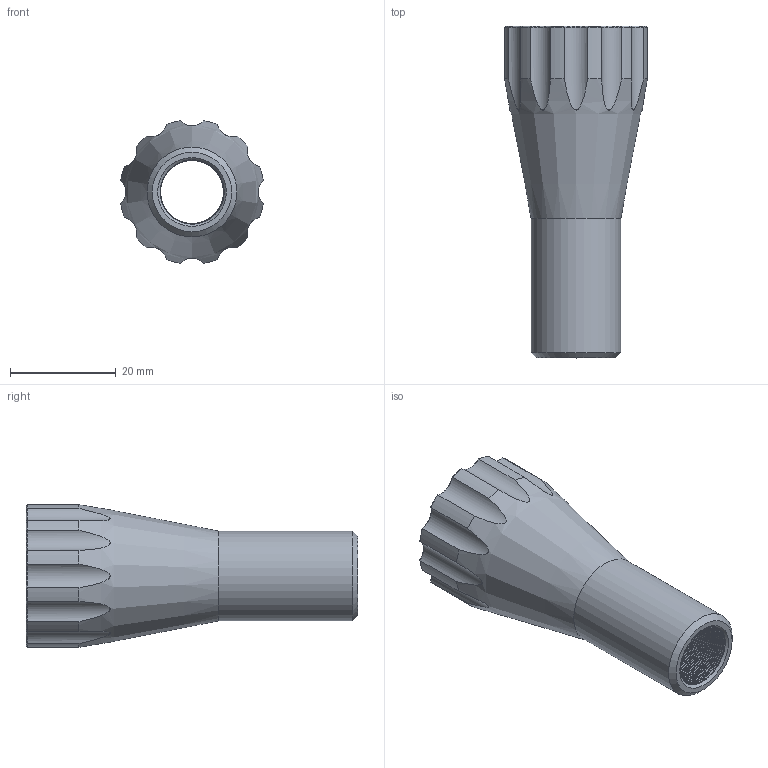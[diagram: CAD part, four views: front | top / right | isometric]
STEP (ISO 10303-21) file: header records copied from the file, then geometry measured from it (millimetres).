
FILE_DESCRIPTION(/* description */ (''),/* implementation_level */ '2;1');
FILE_NAME(/* name */ 'lens_holder_2X.step',/* time_stamp */ '2024-08-06T15:32:28-04:00',/* author */ (''),/* organization */ (''),/* preprocessor_version */ 'ST-DEVELOPER v20',/* originating_system */ 'Autodesk Translation Framework v13.14.0.145',/* authorisation */ '');
FILE_SCHEMA (('AUTOMOTIVE_DESIGN { 1 0 10303 214 3 1 1 }'));
Length unit declared in the file: millimetre
Products named in the file (1): lens holder
Bounding box: 26.94 x 62.74 x 26.94 mm (x, y, z)
Volume: 10850.5 mm3; surface area: 8784.8 mm2
Topology: 1 solids, 1 shells, 111 faces, 291 edges, 185 vertices
Faces by surface type: cylinder 69, cone 32, plane 5, bspline 5
Full cylindrical faces by diameter (mm): 12 x18, 12.196 x19, 14.7 x1, 17 x1, 18.7 x1, 23.3 x1
Entity records: 8463 total; most frequent: CARTESIAN_POINT 5882, ORIENTED_EDGE 582, DIRECTION 460, EDGE_CURVE 291, AXIS2_PLACEMENT_3D 191, VERTEX_POINT 185, B_SPLINE_CURVE_WITH_KNOTS 129, EDGE_LOOP 122
